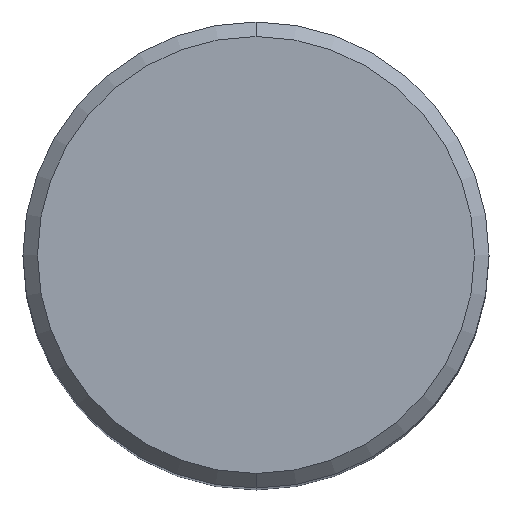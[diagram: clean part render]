
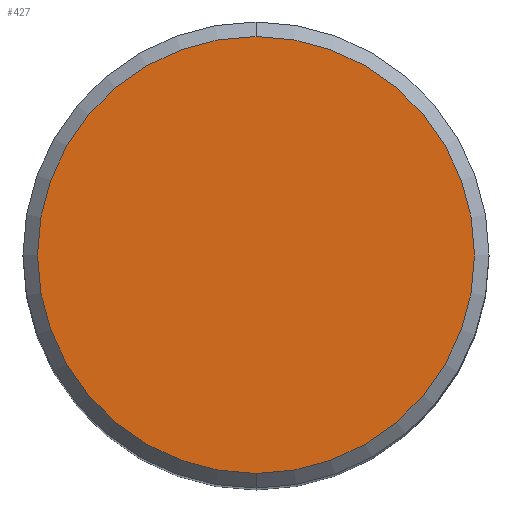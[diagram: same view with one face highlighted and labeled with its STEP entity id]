
A CAD part, top view. The second image highlights one B-rep face of the part: STEP entity #427.
In plain terms, the highlighted planar face has unit normal (0, 0, 1).
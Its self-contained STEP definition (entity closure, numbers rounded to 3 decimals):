
#207=EDGE_CURVE('',#417,#275,#503,.T.);
#275=VERTEX_POINT('',#576);
#287=EDGE_CURVE('',#275,#417,#589,.T.);
#417=VERTEX_POINT('',#732);
#427=ADVANCED_FACE('',(#743),#744,.T.);
#503=CIRCLE('',#833,15.0);
#576=CARTESIAN_POINT('',(0.0,15.0,77.134));
#589=CIRCLE('',#1066,15.0);
#732=CARTESIAN_POINT('',(0.,-15.0,77.134));
#743=FACE_OUTER_BOUND('',#1389,.T.);
#744=PLANE('',#1390);
#833=AXIS2_PLACEMENT_3D('',#1467,#1468,#1469);
#1066=AXIS2_PLACEMENT_3D('',#1544,#1545,#1546);
#1389=EDGE_LOOP('',(#1714,#1715));
#1390=AXIS2_PLACEMENT_3D('',#1716,#1717,#1718);
#1467=CARTESIAN_POINT('',(0.0,0.0,77.134));
#1468=DIRECTION('',(0.0,0.0,-1.0));
#1469=DIRECTION('',(0.0,1.0,0.0));
#1544=CARTESIAN_POINT('',(0.0,0.0,77.134));
#1545=DIRECTION('',(0.0,0.0,-1.0));
#1546=DIRECTION('',(0.0,1.0,0.0));
#1714=ORIENTED_EDGE('',*,*,#287,.F.);
#1715=ORIENTED_EDGE('',*,*,#207,.F.);
#1716=CARTESIAN_POINT('',(0.0,7.5,77.134));
#1717=DIRECTION('',(-0.0,0.0,1.0));
#1718=DIRECTION('',(0.0,-1.0,0.0));
